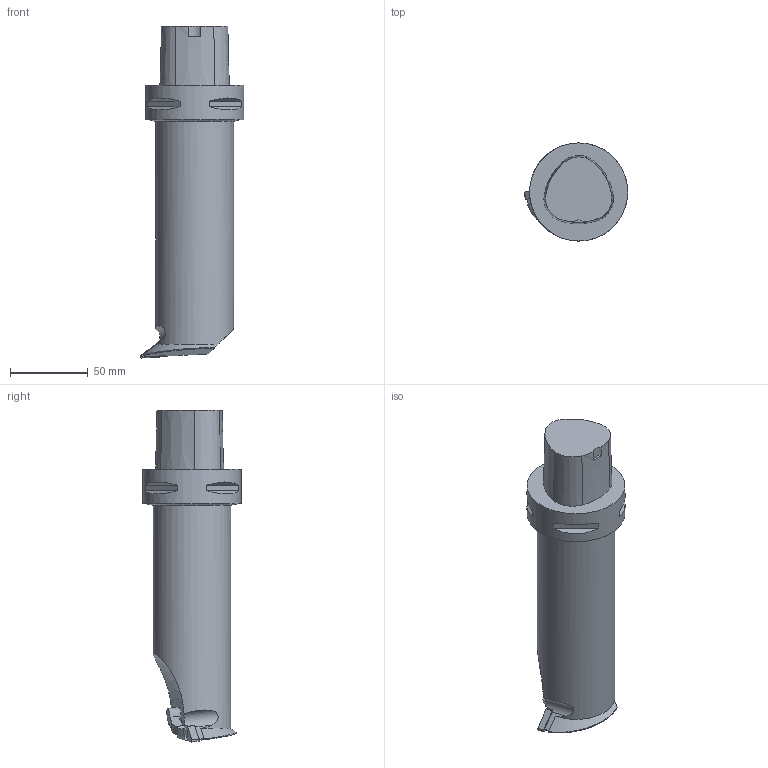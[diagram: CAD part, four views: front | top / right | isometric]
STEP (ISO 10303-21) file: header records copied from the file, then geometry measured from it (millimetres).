
FILE_DESCRIPTION(/* description */ (''),/* implementation_level */ '2;1');
FILE_NAME(/* name */ '1559889712648.stp',/* time_stamp */ '2019-06-07T12:12:05+06:00',/* author */ (''),/* organization */ ('SMS'),/* preprocessor_version */ 'ST-DEVELOPER v15',/* originating_system */ 'SIEMENS PLM Software NX 8.5',/* authorisation */ '');
FILE_SCHEMA (('AUTOMOTIVE_DESIGN { 1 0 10303 214 3 1 1 1 }'));
Length unit declared in the file: millimetre
Products named in the file (4): ASSEMBLY_CONSTRUCTION; IsoTurningInsert; 201763287mod000_00; 201763283mod000_00
Assembly tree (3 placements, depth 2):
  201763283mod000_00
    201763287mod000_00
    IsoTurningInsert
    ASSEMBLY_CONSTRUCTION
Bounding box: 66.37 x 63 x 213 mm (x, y, z)
Volume: 382632.8 mm3; surface area: 43571.8 mm2
Topology: 2 solids, 3 shells, 83 faces, 211 edges, 147 vertices
Faces by surface type: plane 51, cylinder 22, cone 9, torus 1
Full cylindrical faces by diameter (mm): 3.81 x2, 12 x1, 50 x1, 63 x1
Entity records: 2758 total; most frequent: CARTESIAN_POINT 560, DIRECTION 458, ORIENTED_EDGE 398, EDGE_CURVE 199, AXIS2_PLACEMENT_3D 173, VERTEX_POINT 137, LINE 112, VECTOR 112
